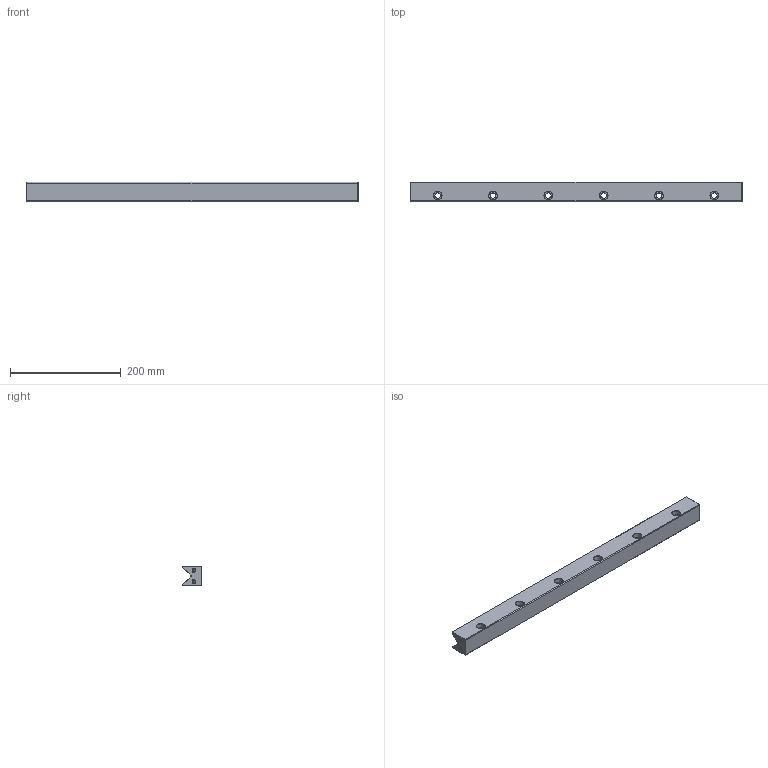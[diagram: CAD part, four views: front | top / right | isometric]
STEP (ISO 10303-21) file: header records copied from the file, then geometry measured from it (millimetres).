
FILE_DESCRIPTION(/* description */ (''),/* implementation_level */ '2;1');
FILE_NAME(/* name */ 'Rail M-6035x600.stp',/* time_stamp */ '2018-11-15T17:40:53+01:00',/* author */ (''),/* organization */ (''),/* preprocessor_version */ 'ST-DEVELOPER v16.7',/* originating_system */ 'SIEMENS PLM Software NX 12.0',/* authorisation */ '');
FILE_SCHEMA (('AUTOMOTIVE_DESIGN { 1 0 10303 214 3 1 1 1 }'));
Length unit declared in the file: millimetre
Products named in the file (1): 009345_A_1-M-6035_15 x 600
Bounding box: 600 x 35 x 35 mm (x, y, z)
Volume: 553104.2 mm3; surface area: 101307.6 mm2
Topology: 1 solids, 1 shells, 70 faces, 176 edges, 114 vertices
Faces by surface type: plane 32, cone 20, cylinder 18
Full cylindrical faces by diameter (mm): 5 x4, 10 x6, 15 x6
Entity records: 1850 total; most frequent: DIRECTION 320, CARTESIAN_POINT 301, ORIENTED_EDGE 252, EDGE_CURVE 126, EDGE_LOOP 124, AXIS2_PLACEMENT_3D 123, FACE_BOUND 104, VERTEX_POINT 104
